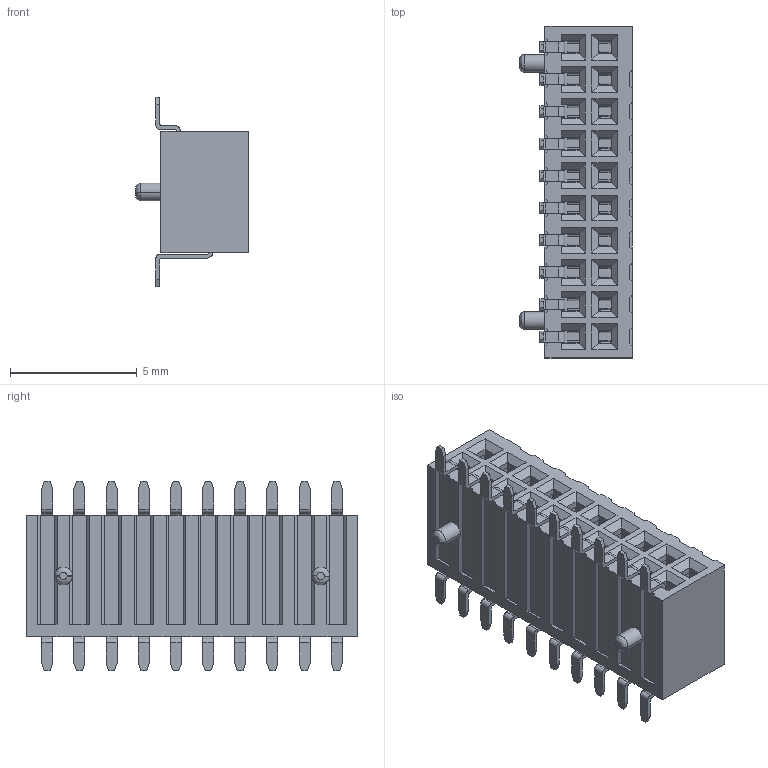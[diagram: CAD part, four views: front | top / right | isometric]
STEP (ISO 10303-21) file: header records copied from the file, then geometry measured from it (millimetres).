
FILE_DESCRIPTION( ('This file contains a STEP AP42 implementation' ,'as created by ZW3D STEP Interface translator.') ,'2;1' );
FILE_NAME( '2335-2XXMXXCUNX2.stp' ,'23 410.153155', (''), ('ZWCAD Software Co.'), 'Version 1.0', 'ZW3D to STEP translator', '' );
FILE_SCHEMA(('AUTOMOTIVE_DESIGN { 1 0 10303 214 1 1 1 1 }'));
Length unit declared in the file: millimetre
Products named in the file (2): 0; 2335-210mxxcunx2
Bounding box: 4.45 x 13.1 x 7.5 mm (x, y, z)
Volume: 164.9 mm3; surface area: 782.6 mm2
Topology: 1 solids, 1 shells, 1592 faces, 4608 edges, 3053 vertices
Faces by surface type: plane 1100, cylinder 360, bspline 132
Entity records: 69772 total; most frequent: CARTESIAN_POINT 35055, ORIENTED_EDGE 9208, EDGE_CURVE 4604, B_SPLINE_CURVE_WITH_KNOTS 4189, DIRECTION 3381, VERTEX_POINT 3044, EDGE_LOOP 1642, FACE_OUTER_BOUND 1592
